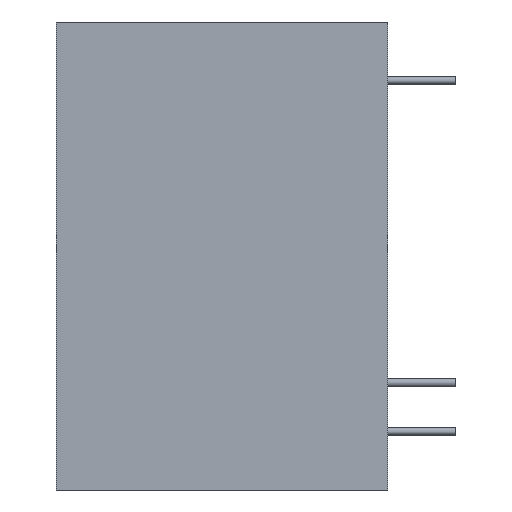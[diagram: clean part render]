
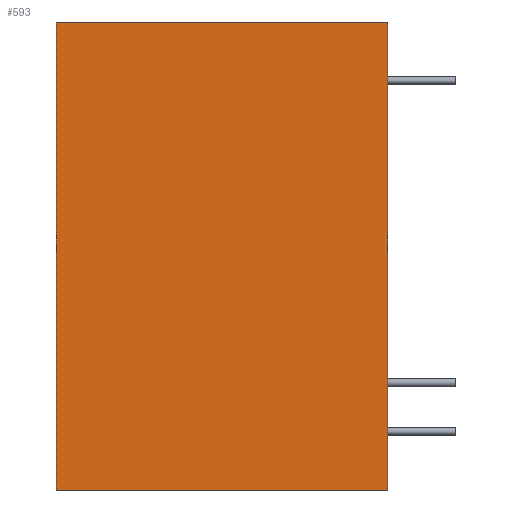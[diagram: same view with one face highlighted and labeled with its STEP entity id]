
A CAD part, left-side view. The second image highlights one B-rep face of the part: STEP entity #593.
In plain terms, the highlighted planar face has unit normal (-1, 0, 0).
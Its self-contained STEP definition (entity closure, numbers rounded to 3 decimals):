
#3 = VERTEX_POINT ( 'NONE', #37 ) ;
#12 = CARTESIAN_POINT ( 'NONE',  ( 0., 0., 0. ) ) ;
#33 = CARTESIAN_POINT ( 'NONE',  ( 0., 0., 24. ) ) ;
#37 = CARTESIAN_POINT ( 'NONE',  ( 0., 0., 24. ) ) ;
#88 = VECTOR ( 'NONE', #1238, 1000. ) ;
#105 = EDGE_LOOP ( 'NONE', ( #577, #898, #225, #580 ) ) ;
#214 = VECTOR ( 'NONE', #1007, 1000. ) ;
#225 = ORIENTED_EDGE ( 'NONE', *, *, #542, .F. ) ;
#238 = DIRECTION ( 'NONE',  ( 1., 0., 0. ) ) ;
#296 = EDGE_CURVE ( 'NONE', #1074, #1251, #1143, .T. ) ;
#344 = CARTESIAN_POINT ( 'NONE',  ( 0., 0., 24. ) ) ;
#364 = LINE ( 'NONE', #12, #88 ) ;
#412 = CARTESIAN_POINT ( 'NONE',  ( 0., 0., 0. ) ) ;
#446 = PLANE ( 'NONE',  #652 ) ;
#461 = EDGE_CURVE ( 'NONE', #1251, #922, #364, .T. ) ;
#515 = LINE ( 'NONE', #33, #828 ) ;
#536 = DIRECTION ( 'NONE',  ( 0., 0., -1. ) ) ;
#542 = EDGE_CURVE ( 'NONE', #1074, #3, #515, .T. ) ;
#577 = ORIENTED_EDGE ( 'NONE', *, *, #461, .T. ) ;
#580 = ORIENTED_EDGE ( 'NONE', *, *, #296, .T. ) ;
#593 = ADVANCED_FACE ( 'NONE', ( #911 ), #446, .F. ) ;
#652 = AXIS2_PLACEMENT_3D ( 'NONE', #344, #238, #536 ) ;
#654 = DIRECTION ( 'NONE',  ( 0., -1., 0. ) ) ;
#683 = LINE ( 'NONE', #923, #1274 ) ;
#826 = EDGE_CURVE ( 'NONE', #3, #922, #683, .T. ) ;
#828 = VECTOR ( 'NONE', #654, 1000. ) ;
#898 = ORIENTED_EDGE ( 'NONE', *, *, #826, .F. ) ;
#911 = FACE_OUTER_BOUND ( 'NONE', #105, .T. ) ;
#922 = VERTEX_POINT ( 'NONE', #412 ) ;
#923 = CARTESIAN_POINT ( 'NONE',  ( 0., 0., 24. ) ) ;
#1007 = DIRECTION ( 'NONE',  ( 0., 0., -1. ) ) ;
#1074 = VERTEX_POINT ( 'NONE', #1164 ) ;
#1118 = DIRECTION ( 'NONE',  ( 0., 0., -1. ) ) ;
#1143 = LINE ( 'NONE', #1219, #214 ) ;
#1164 = CARTESIAN_POINT ( 'NONE',  ( 0., 17., 24. ) ) ;
#1219 = CARTESIAN_POINT ( 'NONE',  ( 0., 17., 24. ) ) ;
#1238 = DIRECTION ( 'NONE',  ( 0., -1., 0. ) ) ;
#1251 = VERTEX_POINT ( 'NONE', #1279 ) ;
#1274 = VECTOR ( 'NONE', #1118, 1000. ) ;
#1279 = CARTESIAN_POINT ( 'NONE',  ( 0., 17., 0. ) ) ;
